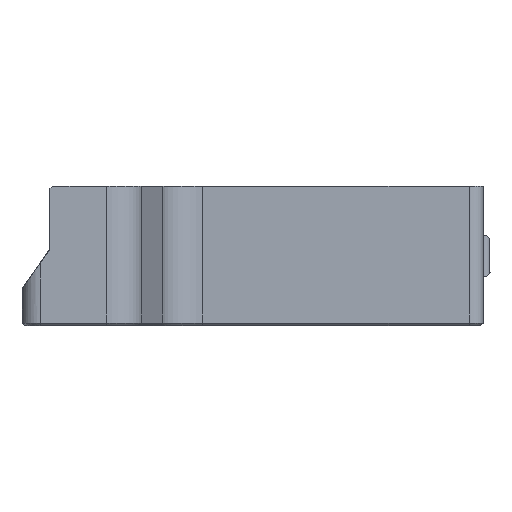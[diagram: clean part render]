
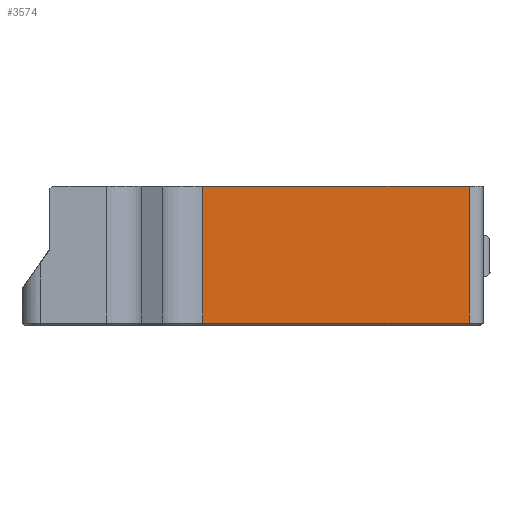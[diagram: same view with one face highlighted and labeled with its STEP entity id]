
A CAD part, left-side view. The second image highlights one B-rep face of the part: STEP entity #3574.
In plain terms, the highlighted planar face has unit normal (-1, 0, 0).
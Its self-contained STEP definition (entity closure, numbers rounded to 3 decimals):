
#159=PLANE('',#3837);
#310=FACE_OUTER_BOUND('',#508,.T.);
#508=EDGE_LOOP('',(#2781,#2782,#2783,#2784));
#805=LINE('',#5598,#1159);
#816=LINE('',#5628,#1170);
#817=LINE('',#5632,#1171);
#818=LINE('',#5633,#1172);
#1159=VECTOR('',#4486,10.);
#1170=VECTOR('',#4517,1.);
#1171=VECTOR('',#4522,1.);
#1172=VECTOR('',#4523,10.);
#1622=VERTEX_POINT('',#5589);
#1624=VERTEX_POINT('',#5596);
#1633=VERTEX_POINT('',#5627);
#1634=VERTEX_POINT('',#5631);
#2042=EDGE_CURVE('',#1624,#1622,#805,.T.);
#2057=EDGE_CURVE('',#1622,#1633,#816,.T.);
#2059=EDGE_CURVE('',#1624,#1634,#817,.T.);
#2060=EDGE_CURVE('',#1634,#1633,#818,.T.);
#2781=ORIENTED_EDGE('',*,*,#2042,.F.);
#2782=ORIENTED_EDGE('',*,*,#2059,.T.);
#2783=ORIENTED_EDGE('',*,*,#2060,.T.);
#2784=ORIENTED_EDGE('',*,*,#2057,.F.);
#3574=ADVANCED_FACE('',(#310),#159,.T.);
#3837=AXIS2_PLACEMENT_3D('',#5630,#4520,#4521);
#4486=DIRECTION('',(0.,1.,0.));
#4517=DIRECTION('',(0.,0.,1.));
#4520=DIRECTION('center_axis',(-1.,0.,0.));
#4521=DIRECTION('ref_axis',(0.,1.,0.));
#4522=DIRECTION('',(0.,0.,1.));
#4523=DIRECTION('',(0.,1.,0.));
#5589=CARTESIAN_POINT('',(-151.473,-215.87,-239.914));
#5596=CARTESIAN_POINT('',(-151.473,-253.972,-239.914));
#5598=CARTESIAN_POINT('',(-151.473,-237.579,-239.914));
#5627=CARTESIAN_POINT('',(-151.473,-215.87,-220.314));
#5628=CARTESIAN_POINT('',(-151.473,-215.87,-241.314));
#5630=CARTESIAN_POINT('Origin',(-151.473,-253.972,-261.314));
#5631=CARTESIAN_POINT('',(-151.473,-253.972,-220.314));
#5632=CARTESIAN_POINT('',(-151.473,-253.972,-241.314));
#5633=CARTESIAN_POINT('',(-151.473,-224.472,-220.314));
